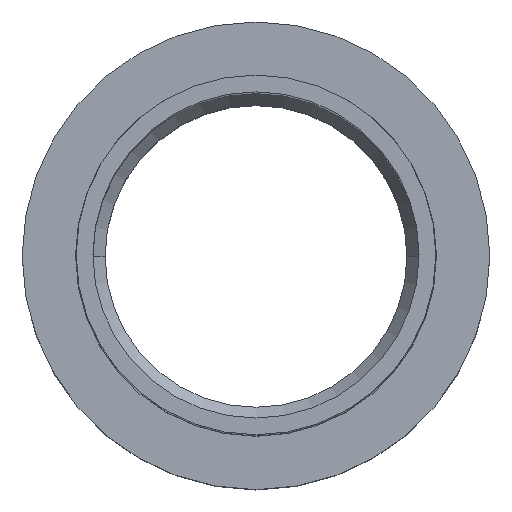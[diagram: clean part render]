
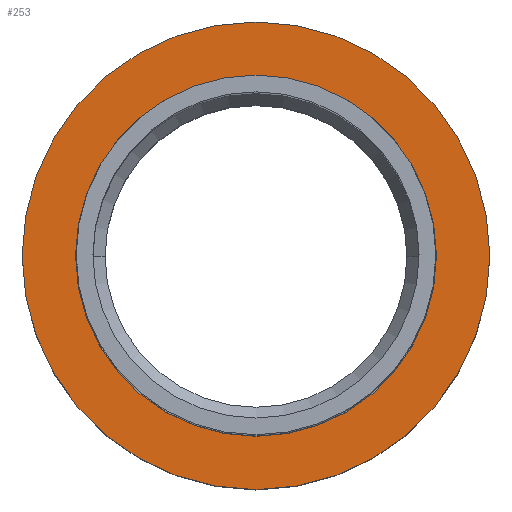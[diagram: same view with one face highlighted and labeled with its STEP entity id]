
A CAD part, top view. The second image highlights one B-rep face of the part: STEP entity #253.
In plain terms, the highlighted planar face has unit normal (0, 0, 1).
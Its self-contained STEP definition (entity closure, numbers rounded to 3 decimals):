
#14 = EDGE_CURVE ( 'NONE', #310, #334, #40, .T. ) ;
#30 = DIRECTION ( 'NONE',  ( 1., 0., 0. ) ) ;
#32 = DIRECTION ( 'NONE',  ( 0., 0., 1. ) ) ;
#34 = CARTESIAN_POINT ( 'NONE',  ( 0., 0., -390. ) ) ;
#40 = CIRCLE ( 'NONE', #579, 177.5 ) ;
#64 = EDGE_LOOP ( 'NONE', ( #256, #260 ) ) ;
#66 = DIRECTION ( 'NONE',  ( 1., 0., 0. ) ) ;
#102 = DIRECTION ( 'NONE',  ( 0., 0., -1. ) ) ;
#108 = AXIS2_PLACEMENT_3D ( 'NONE', #452, #590, #206 ) ;
#120 = CIRCLE ( 'NONE', #108, 137. ) ;
#165 = FACE_OUTER_BOUND ( 'NONE', #340, .T. ) ;
#206 = DIRECTION ( 'NONE',  ( 1., 0., 0. ) ) ;
#253 = ADVANCED_FACE ( 'NONE', ( #567, #165 ), #394, .F. ) ;
#256 = ORIENTED_EDGE ( 'NONE', *, *, #562, .F. ) ;
#260 = ORIENTED_EDGE ( 'NONE', *, *, #482, .F. ) ;
#261 = ORIENTED_EDGE ( 'NONE', *, *, #375, .T. ) ;
#264 = AXIS2_PLACEMENT_3D ( 'NONE', #372, #510, #66 ) ;
#265 = CIRCLE ( 'NONE', #264, 137. ) ;
#268 = ORIENTED_EDGE ( 'NONE', *, *, #14, .T. ) ;
#305 = VERTEX_POINT ( 'NONE', #360 ) ;
#310 = VERTEX_POINT ( 'NONE', #468 ) ;
#312 = CARTESIAN_POINT ( 'NONE',  ( 0., 0., -390. ) ) ;
#334 = VERTEX_POINT ( 'NONE', #501 ) ;
#340 = EDGE_LOOP ( 'NONE', ( #261, #268 ) ) ;
#349 = VERTEX_POINT ( 'NONE', #574 ) ;
#357 = DIRECTION ( 'NONE',  ( -1., 0., 0. ) ) ;
#360 = CARTESIAN_POINT ( 'NONE',  ( -137., 0., -390. ) ) ;
#372 = CARTESIAN_POINT ( 'NONE',  ( 0., 0., -390. ) ) ;
#375 = EDGE_CURVE ( 'NONE', #334, #310, #389, .T. ) ;
#388 = AXIS2_PLACEMENT_3D ( 'NONE', #312, #473, #605 ) ;
#389 = CIRCLE ( 'NONE', #388, 177.5 ) ;
#394 = PLANE ( 'NONE',  #471 ) ;
#452 = CARTESIAN_POINT ( 'NONE',  ( 0., 0., -390. ) ) ;
#468 = CARTESIAN_POINT ( 'NONE',  ( -177.5, 0., -390. ) ) ;
#471 = AXIS2_PLACEMENT_3D ( 'NONE', #532, #102, #357 ) ;
#473 = DIRECTION ( 'NONE',  ( 0., 0., 1. ) ) ;
#482 = EDGE_CURVE ( 'NONE', #305, #349, #265, .T. ) ;
#501 = CARTESIAN_POINT ( 'NONE',  ( 177.5, 0., -390. ) ) ;
#510 = DIRECTION ( 'NONE',  ( 0., 0., 1. ) ) ;
#532 = CARTESIAN_POINT ( 'NONE',  ( 0., 177.5, -390. ) ) ;
#562 = EDGE_CURVE ( 'NONE', #349, #305, #120, .T. ) ;
#567 = FACE_BOUND ( 'NONE', #64, .T. ) ;
#574 = CARTESIAN_POINT ( 'NONE',  ( 137., 0., -390. ) ) ;
#579 = AXIS2_PLACEMENT_3D ( 'NONE', #34, #32, #30 ) ;
#590 = DIRECTION ( 'NONE',  ( 0., 0., 1. ) ) ;
#605 = DIRECTION ( 'NONE',  ( 1., 0., 0. ) ) ;
